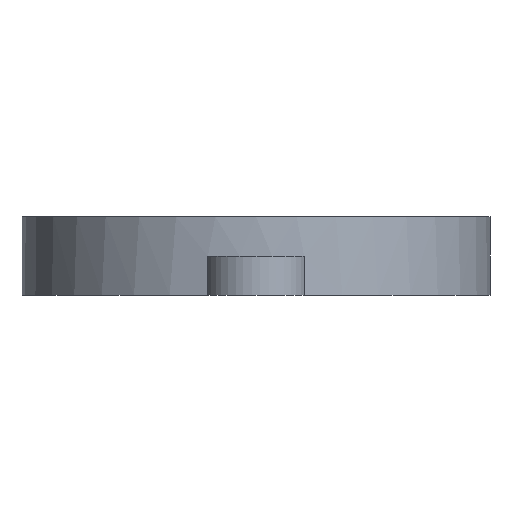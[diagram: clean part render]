
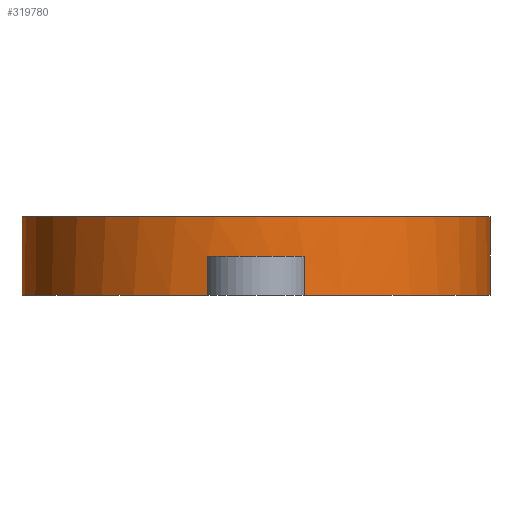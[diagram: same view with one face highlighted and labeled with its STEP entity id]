
A CAD part, left-side view. The second image highlights one B-rep face of the part: STEP entity #319780.
In plain terms, the highlighted cylindrical face has radius 20.4 mm (diameter 40.8 mm), a partial arc.
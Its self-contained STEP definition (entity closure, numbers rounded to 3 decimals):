
#60=CARTESIAN_POINT('',(41.4,9.777,-2.3));
#70=DIRECTION('',(0.,0.,-1.));
#80=VECTOR('',#70,1.);
#90=LINE('',#60,#80);
#100=CARTESIAN_POINT('',(41.4,9.777,0.2));
#110=VERTEX_POINT('',#100);
#120=CARTESIAN_POINT('',(41.4,9.777,-6.65));
#130=VERTEX_POINT('',#120);
#140=EDGE_CURVE('',#110,#130,#90,.T.);
#160=CARTESIAN_POINT('',(41.4,-10.623,-6.65));
#170=DIRECTION('',(0.,0.,-1.));
#180=DIRECTION('',(0.,-1.,0.));
#190=AXIS2_PLACEMENT_3D('',#160,#170,#180);
#200=CIRCLE('',#190,20.4);
#500=CARTESIAN_POINT('',(41.4,-31.023,-6.65));
#510=VERTEX_POINT('',#500);
#540=CARTESIAN_POINT('',(41.4,-31.023,-2.3));
#550=DIRECTION('',(0.,0.,-1.));
#560=VECTOR('',#550,1.);
#570=LINE('',#540,#560);
#580=CARTESIAN_POINT('',(41.4,-31.023,0.2));
#590=VERTEX_POINT('',#580);
#600=EDGE_CURVE('',#590,#510,#570,.T.);
#620=CARTESIAN_POINT('',(41.4,-10.623,0.2));
#630=DIRECTION('',(0.,0.,1.));
#640=DIRECTION('',(0.,1.,0.));
#650=AXIS2_PLACEMENT_3D('',#620,#630,#640);
#660=CIRCLE('',#650,20.4);
#920=EDGE_CURVE('',#110,#590,#660,.T.);
#1580=CARTESIAN_POINT('',(21.437,-6.423,-6.65));
#1590=VERTEX_POINT('',#1580);
#1600=EDGE_CURVE('',#1590,#130,#200,.T.);
#1830=CARTESIAN_POINT('',(21.437,-14.823,-6.65));
#1840=VERTEX_POINT('',#1830);
#1870=EDGE_CURVE('',#510,#1840,#200,.T.);
#319430=CARTESIAN_POINT('',(41.4,-10.623,-2.3));
#319440=DIRECTION('',(0.,0.,-1.));
#319450=DIRECTION('',(0.,-1.,0.));
#319460=AXIS2_PLACEMENT_3D('',#319430,#319440,#319450);
#319470=CYLINDRICAL_SURFACE('',#319460,20.4);
#319480=CARTESIAN_POINT('',(21.437,-14.823,-2.75));
#319490=DIRECTION('',(0.,0.,-1.));
#319500=VECTOR('',#319490,1.);
#319510=LINE('',#319480,#319500);
#319520=CARTESIAN_POINT('',(21.437,-14.823,-3.25));
#319530=VERTEX_POINT('',#319520);
#319540=EDGE_CURVE('',#319530,#1840,#319510,.T.);
#319550=ORIENTED_EDGE('',*,*,#319540,.T.);
#319560=CARTESIAN_POINT('',(41.4,-10.623,-3.25));
#319570=DIRECTION('',(0.,0.,-1.));
#319580=DIRECTION('',(0.,-1.,0.));
#319590=AXIS2_PLACEMENT_3D('',#319560,#319570,#319580);
#319600=CIRCLE('',#319590,20.4);
#319610=CARTESIAN_POINT('',(21.437,-6.423,-3.25));
#319620=VERTEX_POINT('',#319610);
#319630=EDGE_CURVE('',#319530,#319620,#319600,.T.);
#319640=ORIENTED_EDGE('',*,*,#319630,.F.);
#319650=CARTESIAN_POINT('',(21.437,-6.423,-2.75));
#319660=DIRECTION('',(0.,0.,-1.));
#319670=VECTOR('',#319660,1.);
#319680=LINE('',#319650,#319670);
#319690=EDGE_CURVE('',#319620,#1590,#319680,.T.);
#319700=ORIENTED_EDGE('',*,*,#319690,.F.);
#319710=ORIENTED_EDGE('',*,*,#1600,.F.);
#319720=ORIENTED_EDGE('',*,*,#140,.T.);
#319730=ORIENTED_EDGE('',*,*,#920,.F.);
#319740=ORIENTED_EDGE('',*,*,#600,.F.);
#319750=ORIENTED_EDGE('',*,*,#1870,.F.);
#319760=EDGE_LOOP('',(#319750,#319740,#319730,#319720,#319710,#319700,
#319640,#319550));
#319770=FACE_OUTER_BOUND('',#319760,.T.);
#319780=ADVANCED_FACE('',(#319770),#319470,.T.);
